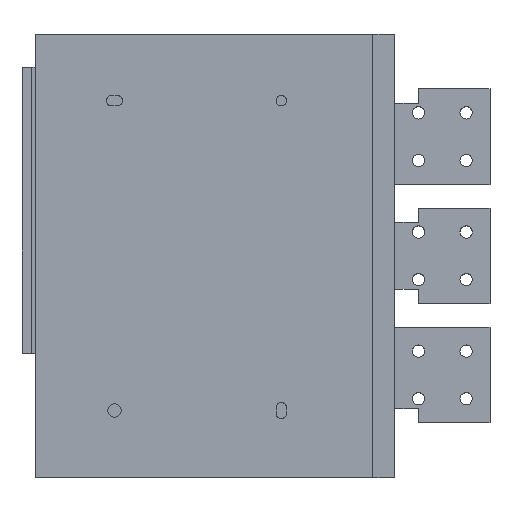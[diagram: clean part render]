
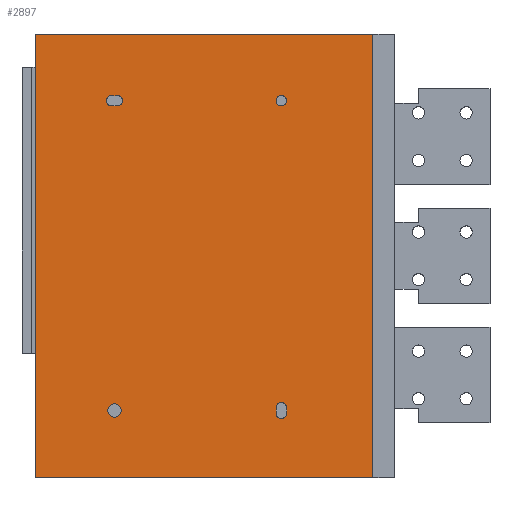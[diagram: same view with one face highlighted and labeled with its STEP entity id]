
A CAD part, top view. The second image highlights one B-rep face of the part: STEP entity #2897.
In plain terms, the highlighted planar face has unit normal (0, 0, 1).
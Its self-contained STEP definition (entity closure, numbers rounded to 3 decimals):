
#145=DIRECTION('',(0.,1.,0.));
#146=VECTOR('',#145,465.);
#147=CARTESIAN_POINT('',(202.5,-15.,112.575));
#148=LINE('',#147,#146);
#157=DIRECTION('',(1.,0.,0.));
#158=VECTOR('',#157,354.);
#159=CARTESIAN_POINT('',(-151.5,450.,112.575));
#160=LINE('',#159,#158);
#161=DIRECTION('',(-1.,0.,0.));
#162=VECTOR('',#161,354.);
#163=CARTESIAN_POINT('',(202.5,-15.,112.575));
#164=LINE('',#163,#162);
#165=CARTESIAN_POINT('',(-68.5,55.,112.575));
#166=DIRECTION('',(0.,0.,1.));
#167=DIRECTION('',(1.,0.,0.));
#168=AXIS2_PLACEMENT_3D('',#165,#166,#167);
#170=CARTESIAN_POINT('',(-68.5,55.,112.575));
#171=DIRECTION('',(0.,0.,1.));
#172=DIRECTION('',(-1.,0.,0.));
#173=AXIS2_PLACEMENT_3D('',#170,#171,#172);
#175=CARTESIAN_POINT('',(106.5,380.,112.575));
#176=DIRECTION('',(0.,0.,1.));
#177=DIRECTION('',(1.,0.,0.));
#178=AXIS2_PLACEMENT_3D('',#175,#176,#177);
#180=CARTESIAN_POINT('',(106.5,380.,112.575));
#181=DIRECTION('',(0.,0.,1.));
#182=DIRECTION('',(-1.,0.,0.));
#183=AXIS2_PLACEMENT_3D('',#180,#181,#182);
#185=CARTESIAN_POINT('',(-71.5,380.,112.575));
#186=DIRECTION('',(0.,0.,1.));
#187=DIRECTION('',(0.,1.,0.));
#188=AXIS2_PLACEMENT_3D('',#185,#186,#187);
#190=DIRECTION('',(1.,0.,0.));
#191=VECTOR('',#190,6.);
#192=CARTESIAN_POINT('',(-71.5,374.5,112.575));
#193=LINE('',#192,#191);
#194=CARTESIAN_POINT('',(-65.5,380.,112.575));
#195=DIRECTION('',(0.,0.,1.));
#196=DIRECTION('',(0.,-1.,0.));
#197=AXIS2_PLACEMENT_3D('',#194,#195,#196);
#199=DIRECTION('',(-1.,0.,0.));
#200=VECTOR('',#199,6.);
#201=CARTESIAN_POINT('',(-65.5,385.5,112.575));
#202=LINE('',#201,#200);
#203=CARTESIAN_POINT('',(106.5,58.,112.575));
#204=DIRECTION('',(0.,0.,1.));
#205=DIRECTION('',(1.,0.,0.));
#206=AXIS2_PLACEMENT_3D('',#203,#204,#205);
#208=DIRECTION('',(0.,-1.,0.));
#209=VECTOR('',#208,6.);
#210=CARTESIAN_POINT('',(101.,58.,112.575));
#211=LINE('',#210,#209);
#212=CARTESIAN_POINT('',(106.5,52.,112.575));
#213=DIRECTION('',(0.,0.,1.));
#214=DIRECTION('',(-1.,0.,0.));
#215=AXIS2_PLACEMENT_3D('',#212,#213,#214);
#217=DIRECTION('',(0.,1.,0.));
#218=VECTOR('',#217,6.);
#219=CARTESIAN_POINT('',(112.,52.,112.575));
#220=LINE('',#219,#218);
#229=DIRECTION('',(0.,-1.,0.));
#230=VECTOR('',#229,465.);
#231=CARTESIAN_POINT('',(-151.5,450.,112.575));
#232=LINE('',#231,#230);
#2149=CARTESIAN_POINT('',(202.5,-15.,112.575));
#2150=CARTESIAN_POINT('',(202.5,450.,112.575));
#2151=VERTEX_POINT('',#2149);
#2152=VERTEX_POINT('',#2150);
#2153=CARTESIAN_POINT('',(-151.5,450.,112.575));
#2154=CARTESIAN_POINT('',(-151.5,-15.,112.575));
#2155=VERTEX_POINT('',#2153);
#2156=VERTEX_POINT('',#2154);
#2649=CARTESIAN_POINT('',(-61.5,55.,112.575));
#2650=CARTESIAN_POINT('',(-75.5,55.,112.575));
#2651=VERTEX_POINT('',#2649);
#2652=VERTEX_POINT('',#2650);
#2653=CARTESIAN_POINT('',(112.,380.,112.575));
#2654=CARTESIAN_POINT('',(101.,380.,112.575));
#2655=VERTEX_POINT('',#2653);
#2656=VERTEX_POINT('',#2654);
#2657=CARTESIAN_POINT('',(-71.5,385.5,112.575));
#2658=CARTESIAN_POINT('',(-71.5,374.5,112.575));
#2659=VERTEX_POINT('',#2657);
#2660=VERTEX_POINT('',#2658);
#2661=CARTESIAN_POINT('',(-65.5,374.5,112.575));
#2662=VERTEX_POINT('',#2661);
#2663=CARTESIAN_POINT('',(-65.5,385.5,112.575));
#2664=VERTEX_POINT('',#2663);
#2665=CARTESIAN_POINT('',(112.,58.,112.575));
#2666=CARTESIAN_POINT('',(101.,58.,112.575));
#2667=VERTEX_POINT('',#2665);
#2668=VERTEX_POINT('',#2666);
#2669=CARTESIAN_POINT('',(101.,52.,112.575));
#2670=VERTEX_POINT('',#2669);
#2671=CARTESIAN_POINT('',(112.,52.,112.575));
#2672=VERTEX_POINT('',#2671);
#2851=CARTESIAN_POINT('',(-155.5,0.,112.575));
#2852=DIRECTION('',(0.,0.,1.));
#2853=DIRECTION('',(1.,0.,0.));
#2854=AXIS2_PLACEMENT_3D('',#2851,#2852,#2853);
#2855=PLANE('',#2854);
#2857=ORIENTED_EDGE('',*,*,#2856,.F.);
#2859=ORIENTED_EDGE('',*,*,#2858,.T.);
#2860=ORIENTED_EDGE('',*,*,#2841,.F.);
#2862=ORIENTED_EDGE('',*,*,#2861,.T.);
#2863=EDGE_LOOP('',(#2857,#2859,#2860,#2862));
#2864=FACE_OUTER_BOUND('',#2863,.F.);
#2866=ORIENTED_EDGE('',*,*,#2865,.T.);
#2868=ORIENTED_EDGE('',*,*,#2867,.T.);
#2869=EDGE_LOOP('',(#2866,#2868));
#2870=FACE_BOUND('',#2869,.F.);
#2872=ORIENTED_EDGE('',*,*,#2871,.T.);
#2874=ORIENTED_EDGE('',*,*,#2873,.T.);
#2875=EDGE_LOOP('',(#2872,#2874));
#2876=FACE_BOUND('',#2875,.F.);
#2878=ORIENTED_EDGE('',*,*,#2877,.T.);
#2880=ORIENTED_EDGE('',*,*,#2879,.T.);
#2882=ORIENTED_EDGE('',*,*,#2881,.T.);
#2884=ORIENTED_EDGE('',*,*,#2883,.T.);
#2885=EDGE_LOOP('',(#2878,#2880,#2882,#2884));
#2886=FACE_BOUND('',#2885,.F.);
#2888=ORIENTED_EDGE('',*,*,#2887,.T.);
#2890=ORIENTED_EDGE('',*,*,#2889,.T.);
#2892=ORIENTED_EDGE('',*,*,#2891,.T.);
#2894=ORIENTED_EDGE('',*,*,#2893,.T.);
#2895=EDGE_LOOP('',(#2888,#2890,#2892,#2894));
#2896=FACE_BOUND('',#2895,.F.);
#2897=ADVANCED_FACE('',(#2864,#2870,#2876,#2886,#2896),#2855,.T.);
#169=CIRCLE('',#168,7.);
#174=CIRCLE('',#173,7.);
#179=CIRCLE('',#178,5.5);
#184=CIRCLE('',#183,5.5);
#189=CIRCLE('',#188,5.5);
#198=CIRCLE('',#197,5.5);
#207=CIRCLE('',#206,5.5);
#216=CIRCLE('',#215,5.5);
#2841=EDGE_CURVE('',#2151,#2152,#148,.T.);
#2856=EDGE_CURVE('',#2155,#2156,#232,.T.);
#2858=EDGE_CURVE('',#2155,#2152,#160,.T.);
#2861=EDGE_CURVE('',#2151,#2156,#164,.T.);
#2865=EDGE_CURVE('',#2651,#2652,#169,.T.);
#2867=EDGE_CURVE('',#2652,#2651,#174,.T.);
#2871=EDGE_CURVE('',#2655,#2656,#179,.T.);
#2873=EDGE_CURVE('',#2656,#2655,#184,.T.);
#2877=EDGE_CURVE('',#2659,#2660,#189,.T.);
#2879=EDGE_CURVE('',#2660,#2662,#193,.T.);
#2881=EDGE_CURVE('',#2662,#2664,#198,.T.);
#2883=EDGE_CURVE('',#2664,#2659,#202,.T.);
#2887=EDGE_CURVE('',#2667,#2668,#207,.T.);
#2889=EDGE_CURVE('',#2668,#2670,#211,.T.);
#2891=EDGE_CURVE('',#2670,#2672,#216,.T.);
#2893=EDGE_CURVE('',#2672,#2667,#220,.T.);
